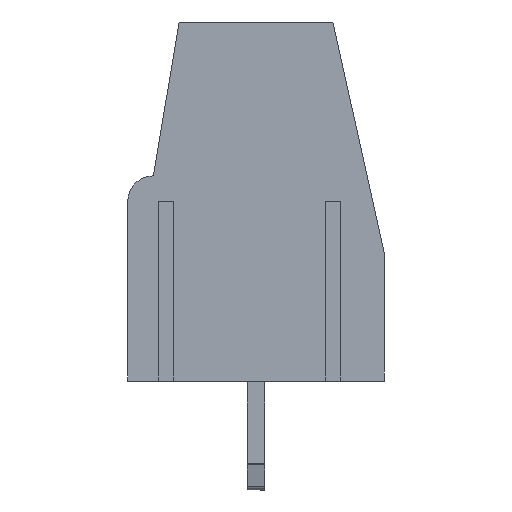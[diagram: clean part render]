
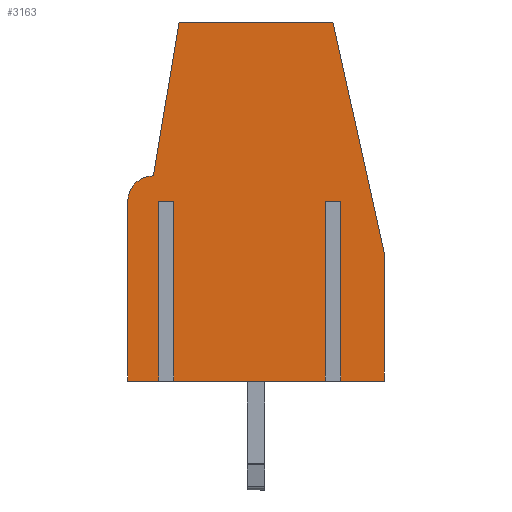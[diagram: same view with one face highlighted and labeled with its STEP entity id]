
A CAD part, left-side view. The second image highlights one B-rep face of the part: STEP entity #3163.
In plain terms, the highlighted face is planar.
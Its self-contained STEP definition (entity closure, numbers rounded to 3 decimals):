
#144=CIRCLE('',#3602,1.);
#369=FACE_OUTER_BOUND('',#503,.T.);
#503=EDGE_LOOP('',(#2741,#2742,#2743,#2744,#2745,#2746,#2747,#2748,#2749,
#2750,#2751,#2752,#2753,#2754,#2755));
#799=LINE('',#6979,#1190);
#804=LINE('',#6990,#1195);
#806=LINE('',#6993,#1197);
#812=LINE('',#7007,#1203);
#816=LINE('',#7014,#1207);
#817=LINE('',#7016,#1208);
#818=LINE('',#7019,#1209);
#824=LINE('',#7028,#1215);
#825=LINE('',#7029,#1216);
#846=LINE('',#7072,#1237);
#847=LINE('',#7074,#1238);
#848=LINE('',#7076,#1239);
#849=LINE('',#7078,#1240);
#850=LINE('',#7081,#1241);
#1190=VECTOR('',#4270,10.);
#1195=VECTOR('',#4279,10.);
#1197=VECTOR('',#4283,10.);
#1203=VECTOR('',#4293,10.);
#1207=VECTOR('',#4299,10.);
#1208=VECTOR('',#4302,10.);
#1209=VECTOR('',#4305,10.);
#1215=VECTOR('',#4311,10.);
#1216=VECTOR('',#4312,10.);
#1237=VECTOR('',#4335,10.);
#1238=VECTOR('',#4336,10.);
#1239=VECTOR('',#4337,10.);
#1240=VECTOR('',#4338,10.);
#1241=VECTOR('',#4341,10.);
#1687=VERTEX_POINT('',#6973);
#1689=VERTEX_POINT('',#6977);
#1692=VERTEX_POINT('',#6987);
#1693=VERTEX_POINT('',#6989);
#1698=VERTEX_POINT('',#7004);
#1699=VERTEX_POINT('',#7006);
#1700=VERTEX_POINT('',#7010);
#1701=VERTEX_POINT('',#7012);
#1702=VERTEX_POINT('',#7018);
#1705=VERTEX_POINT('',#7026);
#1726=VERTEX_POINT('',#7071);
#1727=VERTEX_POINT('',#7073);
#1728=VERTEX_POINT('',#7075);
#1729=VERTEX_POINT('',#7077);
#1730=VERTEX_POINT('',#7079);
#2149=EDGE_CURVE('',#1687,#1689,#799,.T.);
#2154=EDGE_CURVE('',#1693,#1692,#804,.T.);
#2156=EDGE_CURVE('',#1689,#1693,#806,.T.);
#2162=EDGE_CURVE('',#1699,#1698,#812,.T.);
#2166=EDGE_CURVE('',#1700,#1701,#816,.T.);
#2167=EDGE_CURVE('',#1701,#1699,#817,.T.);
#2168=EDGE_CURVE('',#1702,#1687,#818,.T.);
#2174=EDGE_CURVE('',#1698,#1705,#824,.T.);
#2175=EDGE_CURVE('',#1692,#1700,#825,.T.);
#2196=EDGE_CURVE('',#1705,#1726,#846,.T.);
#2197=EDGE_CURVE('',#1726,#1727,#847,.T.);
#2198=EDGE_CURVE('',#1727,#1728,#848,.T.);
#2199=EDGE_CURVE('',#1728,#1729,#849,.T.);
#2200=EDGE_CURVE('',#1729,#1730,#144,.T.);
#2201=EDGE_CURVE('',#1730,#1702,#850,.T.);
#2741=ORIENTED_EDGE('',*,*,#2154,.T.);
#2742=ORIENTED_EDGE('',*,*,#2175,.T.);
#2743=ORIENTED_EDGE('',*,*,#2166,.T.);
#2744=ORIENTED_EDGE('',*,*,#2167,.T.);
#2745=ORIENTED_EDGE('',*,*,#2162,.T.);
#2746=ORIENTED_EDGE('',*,*,#2174,.T.);
#2747=ORIENTED_EDGE('',*,*,#2196,.T.);
#2748=ORIENTED_EDGE('',*,*,#2197,.T.);
#2749=ORIENTED_EDGE('',*,*,#2198,.T.);
#2750=ORIENTED_EDGE('',*,*,#2199,.T.);
#2751=ORIENTED_EDGE('',*,*,#2200,.T.);
#2752=ORIENTED_EDGE('',*,*,#2201,.T.);
#2753=ORIENTED_EDGE('',*,*,#2168,.T.);
#2754=ORIENTED_EDGE('',*,*,#2149,.T.);
#2755=ORIENTED_EDGE('',*,*,#2156,.T.);
#3036=PLANE('',#3601);
#3163=ADVANCED_FACE('',(#369),#3036,.F.);
#3601=AXIS2_PLACEMENT_3D('',#7070,#4333,#4334);
#3602=AXIS2_PLACEMENT_3D('',#7080,#4339,#4340);
#4270=DIRECTION('',(0.,1.,0.));
#4279=DIRECTION('',(0.,-1.,0.));
#4283=DIRECTION('',(-1.,0.,0.));
#4293=DIRECTION('',(0.,-1.,0.));
#4299=DIRECTION('',(0.,1.,0.));
#4302=DIRECTION('',(-1.,0.,0.));
#4305=DIRECTION('',(-1.,0.,0.));
#4311=DIRECTION('',(-1.,0.,0.));
#4312=DIRECTION('',(-1.,0.,0.));
#4333=DIRECTION('center_axis',(0.,0.,
1.));
#4334=DIRECTION('ref_axis',(1.,0.,0.));
#4335=DIRECTION('',(0.,1.,0.));
#4336=DIRECTION('',(0.217,0.976,0.));
#4337=DIRECTION('',(1.,0.,0.));
#4338=DIRECTION('',(0.164,-0.986,0.));
#4339=DIRECTION('center_axis',(0.,0.,
-1.));
#4340=DIRECTION('ref_axis',(1.,0.,0.));
#4341=DIRECTION('',(0.,-1.,0.));
#6973=CARTESIAN_POINT('',(8.8,0.,4.96));
#6977=CARTESIAN_POINT('',(8.8,7.,4.96));
#6979=CARTESIAN_POINT('',(8.8,2.75,4.96));
#6987=CARTESIAN_POINT('',(8.2,0.,4.96));
#6989=CARTESIAN_POINT('',(8.2,7.,4.96));
#6990=CARTESIAN_POINT('',(8.2,2.75,4.96));
#6993=CARTESIAN_POINT('',(5.,7.,4.96));
#7004=CARTESIAN_POINT('',(1.7,0.,4.96));
#7006=CARTESIAN_POINT('',(1.7,7.,4.96));
#7007=CARTESIAN_POINT('',(1.7,2.75,4.96));
#7010=CARTESIAN_POINT('',(2.3,0.,4.96));
#7012=CARTESIAN_POINT('',(2.3,7.,4.96));
#7014=CARTESIAN_POINT('',(2.3,2.75,4.96));
#7016=CARTESIAN_POINT('',(5.,7.,4.96));
#7018=CARTESIAN_POINT('',(10.,0.,4.96));
#7019=CARTESIAN_POINT('',(2.75,0.,4.96));
#7026=CARTESIAN_POINT('',(0.,0.,4.96));
#7028=CARTESIAN_POINT('',(2.75,0.,4.96));
#7029=CARTESIAN_POINT('',(2.75,0.,4.96));
#7070=CARTESIAN_POINT('Origin',(5.5,5.5,4.96));
#7071=CARTESIAN_POINT('',(0.,5.,4.96));
#7072=CARTESIAN_POINT('',(0.,5.25,4.96));
#7073=CARTESIAN_POINT('',(2.,14.,4.96));
#7074=CARTESIAN_POINT('',(1.182,10.321,4.96));
#7075=CARTESIAN_POINT('',(8.,14.,4.96));
#7076=CARTESIAN_POINT('',(6.75,14.,4.96));
#7077=CARTESIAN_POINT('',(9.,8.,4.96));
#7078=CARTESIAN_POINT('',(9.155,7.068,4.96));
#7079=CARTESIAN_POINT('',(10.,7.,4.96));
#7080=CARTESIAN_POINT('Origin',(9.,7.,4.96));
#7081=CARTESIAN_POINT('',(10.,2.75,4.96));
